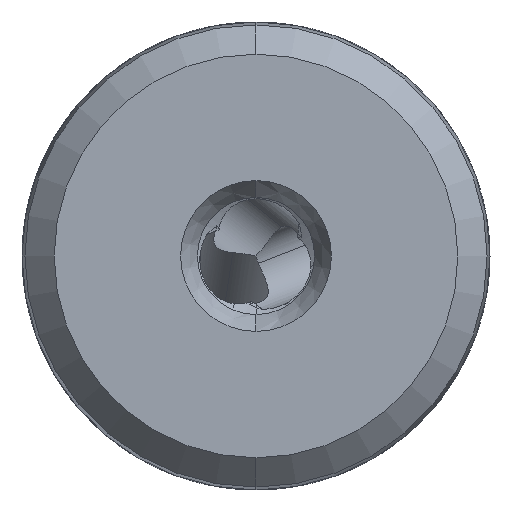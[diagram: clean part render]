
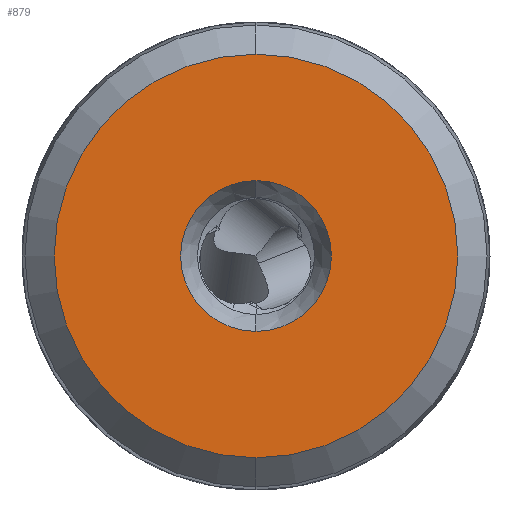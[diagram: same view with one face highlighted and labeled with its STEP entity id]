
A CAD part, left-side view. The second image highlights one B-rep face of the part: STEP entity #879.
In plain terms, the highlighted planar face has unit normal (-1, 0, 0).
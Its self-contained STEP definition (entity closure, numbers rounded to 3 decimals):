
#43 = CARTESIAN_POINT ( 'NONE',  ( -69.5, 0., -6.9 ) ) ;
#173 = CARTESIAN_POINT ( 'NONE',  ( -69.5, 0., 0. ) ) ;
#174 = DIRECTION ( 'NONE',  ( 1., 0., 0. ) ) ;
#175 = DIRECTION ( 'NONE',  ( 0., 0., -1. ) ) ;
#486 = EDGE_CURVE ( 'NONE', #857, #858, #3070, .T. ) ;
#598 = VERTEX_POINT ( 'NONE', #43 ) ;
#630 = EDGE_CURVE ( 'NONE', #598, #2407, #1799, .T. ) ;
#857 = VERTEX_POINT ( 'NONE', #2234 ) ;
#858 = VERTEX_POINT ( 'NONE', #2235 ) ;
#879 = ADVANCED_FACE ( 'NONE', ( #2792, #2794 ), #2795, .T. ) ;
#883 = EDGE_CURVE ( 'NONE', #858, #857, #3123, .T. ) ;
#884 = EDGE_CURVE ( 'NONE', #2407, #598, #3166, .T. ) ;
#1394 = CARTESIAN_POINT ( 'NONE',  ( -69.5, 0., 0. ) ) ;
#1395 = DIRECTION ( 'NONE',  ( 1., 0., 0. ) ) ;
#1396 = DIRECTION ( 'NONE',  ( 0., 0., -1. ) ) ;
#1791 = AXIS2_PLACEMENT_3D ( 'NONE', #173, #174, #175 ) ;
#1799 = CIRCLE ( 'NONE', #1791, 6.9 ) ;
#2234 = CARTESIAN_POINT ( 'NONE',  ( -69.5, 0., 2.577 ) ) ;
#2235 = CARTESIAN_POINT ( 'NONE',  ( -69.5, 0., -2.577 ) ) ;
#2407 = VERTEX_POINT ( 'NONE', #2976 ) ;
#2459 = ORIENTED_EDGE ( 'NONE', *, *, #884, .F. ) ;
#2460 = ORIENTED_EDGE ( 'NONE', *, *, #630, .F. ) ;
#2461 = ORIENTED_EDGE ( 'NONE', *, *, #883, .T. ) ;
#2462 = ORIENTED_EDGE ( 'NONE', *, *, #486, .T. ) ;
#2487 = EDGE_LOOP ( 'NONE', ( #2460, #2459 ) ) ;
#2498 = EDGE_LOOP ( 'NONE', ( #2462, #2461 ) ) ;
#2790 = DIRECTION ( 'NONE',  ( -1., 0., 0. ) ) ;
#2791 = CARTESIAN_POINT ( 'NONE',  ( -69.5, 6.9, 0. ) ) ;
#2792 = FACE_BOUND ( 'NONE', #2498, .T. ) ;
#2794 = FACE_OUTER_BOUND ( 'NONE', #2487, .T. ) ;
#2795 = PLANE ( 'NONE',  #3159 ) ;
#2797 = DIRECTION ( 'NONE',  ( 0., 0., 1. ) ) ;
#2806 = CARTESIAN_POINT ( 'NONE',  ( -69.5, 0., 0. ) ) ;
#2807 = DIRECTION ( 'NONE',  ( 1., 0., 0. ) ) ;
#2808 = DIRECTION ( 'NONE',  ( 0., 0., -1. ) ) ;
#2811 = CARTESIAN_POINT ( 'NONE',  ( -69.5, 0., 0. ) ) ;
#2812 = DIRECTION ( 'NONE',  ( 1., 0., 0. ) ) ;
#2813 = DIRECTION ( 'NONE',  ( 0., 0., -1. ) ) ;
#2976 = CARTESIAN_POINT ( 'NONE',  ( -69.5, 0., 6.9 ) ) ;
#3070 = CIRCLE ( 'NONE', #3073, 2.577 ) ;
#3073 = AXIS2_PLACEMENT_3D ( 'NONE', #1394, #1395, #1396 ) ;
#3114 = AXIS2_PLACEMENT_3D ( 'NONE', #2806, #2807, #2808 ) ;
#3123 = CIRCLE ( 'NONE', #3114, 2.577 ) ;
#3134 = AXIS2_PLACEMENT_3D ( 'NONE', #2811, #2812, #2813 ) ;
#3159 = AXIS2_PLACEMENT_3D ( 'NONE', #2791, #2790, #2797 ) ;
#3166 = CIRCLE ( 'NONE', #3134, 6.9 ) ;
